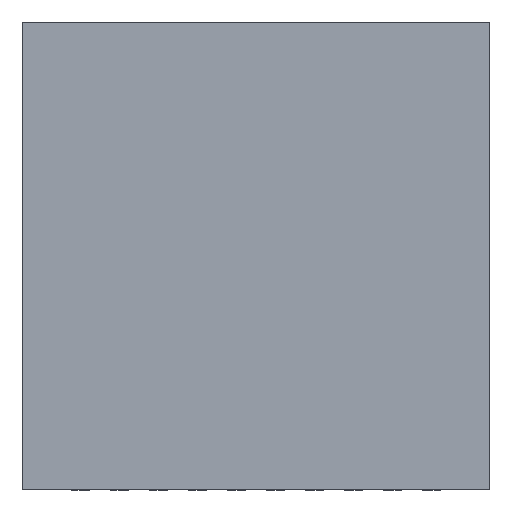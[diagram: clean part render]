
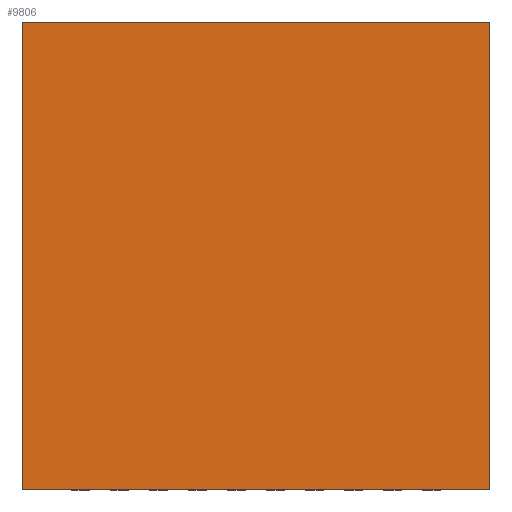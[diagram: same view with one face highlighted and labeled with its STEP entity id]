
A CAD part, top view. The second image highlights one B-rep face of the part: STEP entity #9806.
In plain terms, the highlighted face is planar.
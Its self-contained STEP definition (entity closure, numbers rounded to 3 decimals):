
#4257=DIRECTION('',(0.,0.,1.));
#4258=VECTOR('',#4257,6.);
#4259=CARTESIAN_POINT('',(-3.,0.975,-3.));
#4260=LINE('',#4259,#4258);
#4264=DIRECTION('',(-1.,0.,0.));
#4265=VECTOR('',#4264,6.);
#4266=CARTESIAN_POINT('',(3.,0.975,-3.));
#4267=LINE('',#4266,#4265);
#4271=DIRECTION('',(0.,0.,-1.));
#4272=VECTOR('',#4271,6.);
#4273=CARTESIAN_POINT('',(3.,0.975,3.));
#4274=LINE('',#4273,#4272);
#4278=DIRECTION('',(1.,0.,0.));
#4279=VECTOR('',#4278,6.);
#4280=CARTESIAN_POINT('',(-3.,0.975,3.));
#4281=LINE('',#4280,#4279);
#5853=CARTESIAN_POINT('',(-3.,0.975,-3.));
#5854=CARTESIAN_POINT('',(-3.,0.975,3.));
#5855=VERTEX_POINT('',#5853);
#5856=VERTEX_POINT('',#5854);
#5857=CARTESIAN_POINT('',(3.,0.975,3.));
#5858=VERTEX_POINT('',#5857);
#5859=CARTESIAN_POINT('',(3.,0.975,-3.));
#5860=VERTEX_POINT('',#5859);
#9795=CARTESIAN_POINT('',(0.,0.975,0.));
#9796=DIRECTION('',(0.,1.,0.));
#9797=DIRECTION('',(1.,0.,0.));
#9798=AXIS2_PLACEMENT_3D('',#9795,#9796,#9797);
#9799=PLANE('',#9798);
#9800=ORIENTED_EDGE('',*,*,#7528,.F.);
#9801=ORIENTED_EDGE('',*,*,#8503,.F.);
#9802=ORIENTED_EDGE('',*,*,#9414,.F.);
#9803=ORIENTED_EDGE('',*,*,#9610,.F.);
#9804=EDGE_LOOP('',(#9800,#9801,#9802,#9803));
#9805=FACE_OUTER_BOUND('',#9804,.F.);
#7528=EDGE_CURVE('',#5855,#5856,#4260,.T.);
#8503=EDGE_CURVE('',#5860,#5855,#4267,.T.);
#9414=EDGE_CURVE('',#5858,#5860,#4274,.T.);
#9610=EDGE_CURVE('',#5856,#5858,#4281,.T.);
#9806=ADVANCED_FACE('',(#9805),#9799,.T.);
